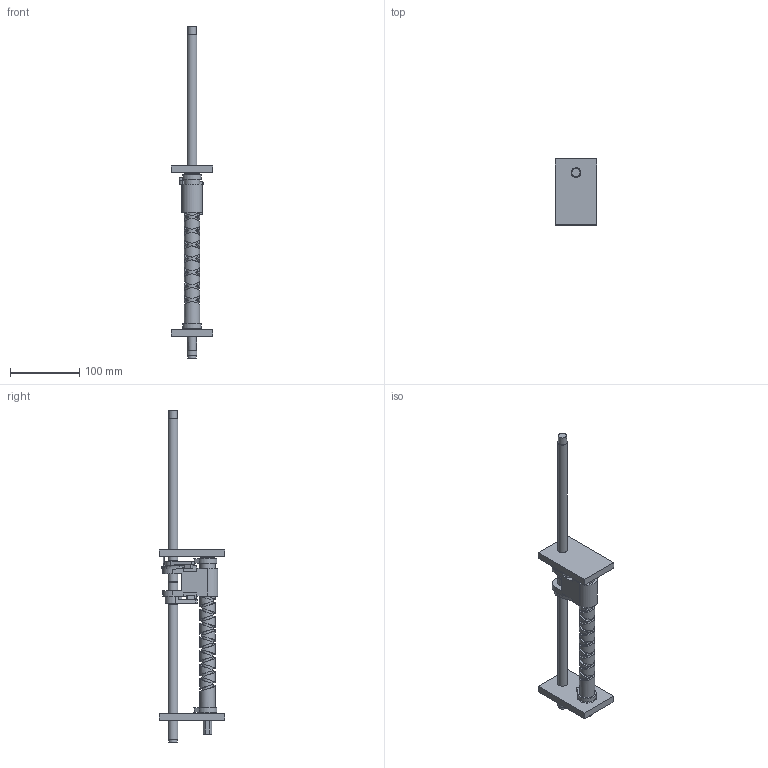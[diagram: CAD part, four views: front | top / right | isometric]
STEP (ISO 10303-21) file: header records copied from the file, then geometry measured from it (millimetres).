
FILE_DESCRIPTION(/* description */ (''),/* implementation_level */ '2;1');
FILE_NAME(/* name */ 'Hop so may cay.stp',/* time_stamp */ '2021-09-28T16:40:19+07:00',/* author */ ('User'),/* organization */ (''),/* preprocessor_version */ 'ST-DEVELOPER v18.1',/* originating_system */ 'Autodesk Inventor 2021',/* authorisation */ '');
FILE_SCHEMA (('AUTOMOTIVE_DESIGN { 1 0 10303 214 3 1 1 }'));
Length unit declared in the file: millimetre
Products named in the file (11): Hop so may cay; cấu kiện 1; Cam thùng; cấu kiện 2; Cấu kiện lắp
 trục sàng mạ; CON TRƯỢT; Truc sang mạ; Chi tiet 1; Chi tiet 2; Torsion Spring; DIN 625 SKF - SKF 6001
Assembly tree (12 placements, depth 2):
  Hop so may cay
    cấu kiện 1
    Cam thùng
    cấu kiện 2
    Cấu kiện lắp
 trục sàng mạ
    CON TRƯỢT
    Truc sang mạ
    Chi tiet 1  x2
    Chi tiet 2  x2
    Torsion Spring
    DIN 625 SKF - SKF 6001
Bounding box: 60 x 95 x 479 mm (x, y, z)
Volume: 311070.1 mm3; surface area: 106502.5 mm2
Topology: 12 solids, 12 shells, 316 faces, 865 edges, 590 vertices
Faces by surface type: plane 145, cylinder 75, bspline 69, torus 20, sphere 7
Full cylindrical faces by diameter (mm): 1.5 x2, 11.4 x3, 12 x5, 14 x8, 15.5 x1, 16 x1, 17.12 x2, 20.5 x2, 22 x6, 22.1 x1, 22.88 x2, 24 x2, 28 x3
Entity records: 13807 total; most frequent: CARTESIAN_POINT 6755, ORIENTED_EDGE 1504, DIRECTION 1166, EDGE_CURVE 752, VERTEX_POINT 524, AXIS2_PLACEMENT_3D 447, EDGE_LOOP 342, FACE_OUTER_BOUND 278
